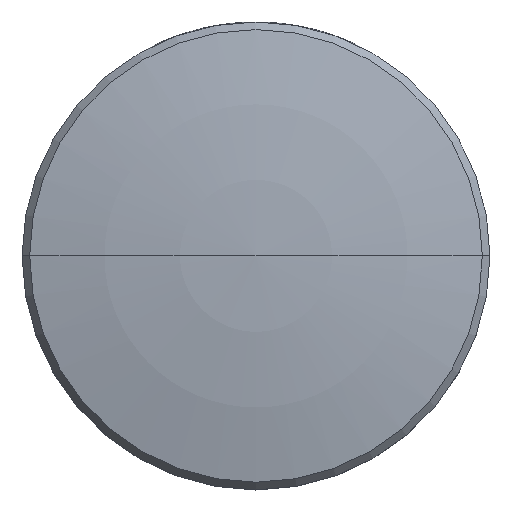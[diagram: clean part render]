
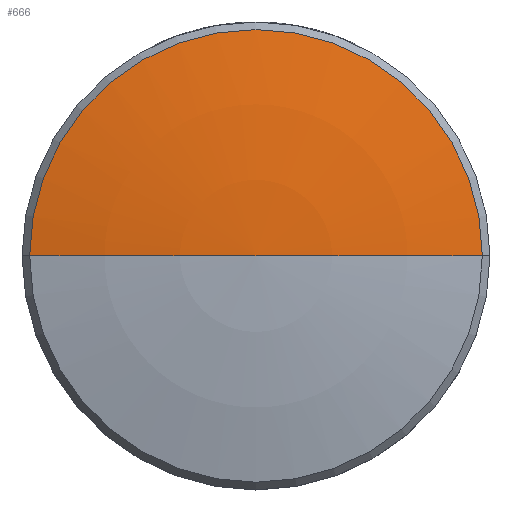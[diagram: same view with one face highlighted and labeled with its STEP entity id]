
A CAD part, top view. The second image highlights one B-rep face of the part: STEP entity #666.
In plain terms, the highlighted toroidal (fillet/blend) face has major radius 0 mm and minor radius 13.8 mm.
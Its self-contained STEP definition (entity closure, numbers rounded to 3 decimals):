
#67 = DIRECTION ( 'NONE',  ( 0., 0., 1. ) ) ;
#76 = EDGE_CURVE ( 'NONE', #707, #176, #1564, .T. ) ;
#129 = DIRECTION ( 'NONE',  ( -1., 0., 0. ) ) ;
#164 = DIRECTION ( 'NONE',  ( 0., 0., -1. ) ) ;
#176 = VERTEX_POINT ( 'NONE', #1295 ) ;
#183 = CARTESIAN_POINT ( 'NONE',  ( -2.903, 0., 0.606 ) ) ;
#184 = ORIENTED_EDGE ( 'NONE', *, *, #1243, .F. ) ;
#272 = CIRCLE ( 'NONE', #541, 2.903 ) ;
#285 = FACE_OUTER_BOUND ( 'NONE', #1156, .T. ) ;
#522 = EDGE_CURVE ( 'NONE', #1165, #707, #272, .T. ) ;
#541 = AXIS2_PLACEMENT_3D ( 'NONE', #1416, #626, #884 ) ;
#626 = DIRECTION ( 'NONE',  ( 0., 0., 1. ) ) ;
#627 = CIRCLE ( 'NONE', #874, 13.8 ) ;
#666 = ADVANCED_FACE ( 'NONE', ( #285 ), #1271, .T. ) ;
#671 = CARTESIAN_POINT ( 'NONE',  ( 0., 0., -12.885 ) ) ;
#707 = VERTEX_POINT ( 'NONE', #183 ) ;
#725 = CARTESIAN_POINT ( 'NONE',  ( 2.903, 0., 0.606 ) ) ;
#866 = DIRECTION ( 'NONE',  ( 0., 1., 0. ) ) ;
#874 = AXIS2_PLACEMENT_3D ( 'NONE', #1443, #893, #164 ) ;
#882 = AXIS2_PLACEMENT_3D ( 'NONE', #671, #67, #922 ) ;
#884 = DIRECTION ( 'NONE',  ( -1., 0., 0. ) ) ;
#893 = DIRECTION ( 'NONE',  ( 0., -1., 0. ) ) ;
#922 = DIRECTION ( 'NONE',  ( 1., 0., 0. ) ) ;
#1156 = EDGE_LOOP ( 'NONE', ( #1631, #1251, #184 ) ) ;
#1165 = VERTEX_POINT ( 'NONE', #725 ) ;
#1243 = EDGE_CURVE ( 'NONE', #1165, #176, #627, .T. ) ;
#1251 = ORIENTED_EDGE ( 'NONE', *, *, #76, .T. ) ;
#1256 = AXIS2_PLACEMENT_3D ( 'NONE', #1513, #866, #129 ) ;
#1271 = TOROIDAL_SURFACE ( 'NONE', #882, 0., 13.8 ) ;
#1295 = CARTESIAN_POINT ( 'NONE',  ( 0., 0., 0.915 ) ) ;
#1416 = CARTESIAN_POINT ( 'NONE',  ( 0., 0., 0.606 ) ) ;
#1443 = CARTESIAN_POINT ( 'NONE',  ( 0., 0., -12.885 ) ) ;
#1513 = CARTESIAN_POINT ( 'NONE',  ( 0., 0., -12.885 ) ) ;
#1564 = CIRCLE ( 'NONE', #1256, 13.8 ) ;
#1631 = ORIENTED_EDGE ( 'NONE', *, *, #522, .T. ) ;
